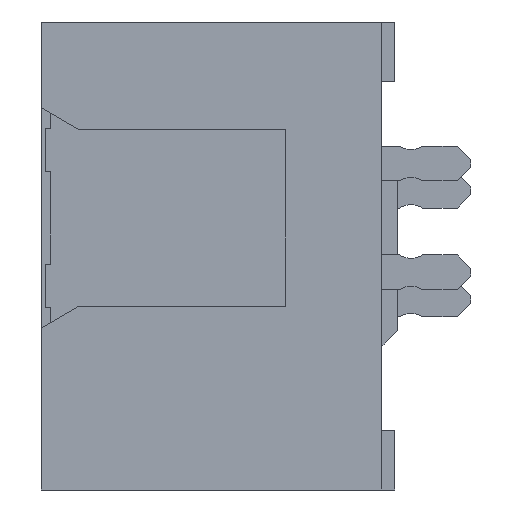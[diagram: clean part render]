
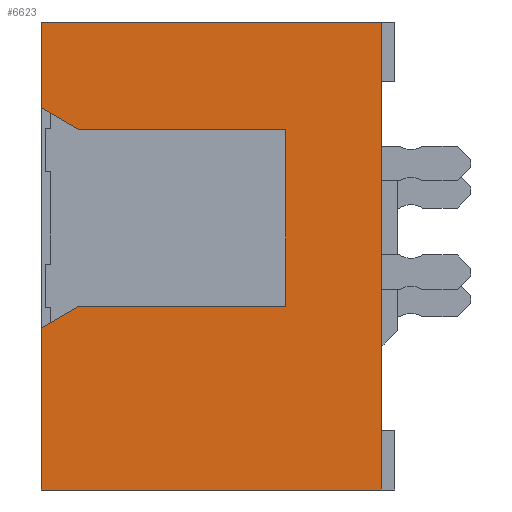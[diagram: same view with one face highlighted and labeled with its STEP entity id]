
A CAD part, left-side view. The second image highlights one B-rep face of the part: STEP entity #6623.
In plain terms, the highlighted planar face has unit normal (-1, 0, 0).
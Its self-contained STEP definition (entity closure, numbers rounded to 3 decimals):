
#251=ORIENTED_EDGE('',*,*,#2150,.T.);
#252=ORIENTED_EDGE('',*,*,#2153,.T.);
#253=ORIENTED_EDGE('',*,*,#2155,.T.);
#254=ORIENTED_EDGE('',*,*,#2146,.T.);
#255=ORIENTED_EDGE('',*,*,#2158,.T.);
#256=ORIENTED_EDGE('',*,*,#2159,.F.);
#257=ORIENTED_EDGE('',*,*,#2160,.T.);
#258=ORIENTED_EDGE('',*,*,#2017,.T.);
#259=ORIENTED_EDGE('',*,*,#2161,.F.);
#260=ORIENTED_EDGE('',*,*,#2162,.F.);
#2017=EDGE_CURVE('',#2984,#2983,#3627,.T.);
#2146=EDGE_CURVE('',#3098,#3100,#3756,.T.);
#2150=EDGE_CURVE('',#3102,#3104,#3760,.T.);
#2153=EDGE_CURVE('',#3104,#3106,#3763,.T.);
#2155=EDGE_CURVE('',#3106,#3098,#3765,.T.);
#2158=EDGE_CURVE('',#3100,#3108,#3768,.T.);
#2159=EDGE_CURVE('',#3109,#3108,#3769,.T.);
#2160=EDGE_CURVE('',#3109,#2984,#3770,.T.);
#2161=EDGE_CURVE('',#3110,#2983,#3771,.T.);
#2162=EDGE_CURVE('',#3102,#3110,#3772,.T.);
#2983=VERTEX_POINT('',#9066);
#2984=VERTEX_POINT('',#9068);
#3098=VERTEX_POINT('',#9321);
#3100=VERTEX_POINT('',#9325);
#3102=VERTEX_POINT('',#9330);
#3104=VERTEX_POINT('',#9334);
#3106=VERTEX_POINT('',#9340);
#3108=VERTEX_POINT('',#9349);
#3109=VERTEX_POINT('',#9353);
#3110=VERTEX_POINT('',#9356);
#3627=LINE('',#9067,#4577);
#3756=LINE('',#9326,#4706);
#3760=LINE('',#9335,#4710);
#3763=LINE('',#9341,#4713);
#3765=LINE('',#9344,#4715);
#3768=LINE('',#9350,#4718);
#3769=LINE('',#9352,#4719);
#3770=LINE('',#9354,#4720);
#3771=LINE('',#9355,#4721);
#3772=LINE('',#9357,#4722);
#4577=VECTOR('',#7359,1000.);
#4706=VECTOR('',#7514,1000.);
#4710=VECTOR('',#7520,1000.);
#4713=VECTOR('',#7525,1000.);
#4715=VECTOR('',#7529,1000.);
#4718=VECTOR('',#7534,1000.);
#4719=VECTOR('',#7537,1000.);
#4720=VECTOR('',#7538,1000.);
#4721=VECTOR('',#7539,1000.);
#4722=VECTOR('',#7540,1000.);
#5531=EDGE_LOOP('',(#251,#252,#253,#254,#255,#256,#257,#258,#259,#260));
#5917=FACE_BOUND('',#5531,.T.);
#6286=PLANE('',#6979);
#6623=ADVANCED_FACE('',(#5917),#6286,.F.);
#6979=AXIS2_PLACEMENT_3D('',#9351,#7535,#7536);
#7359=DIRECTION('',(0.,0.,1.));
#7514=DIRECTION('',(0.,1.,0.));
#7520=DIRECTION('',(0.,-0.865,-0.502));
#7525=DIRECTION('',(0.,-1.,0.));
#7529=DIRECTION('',(0.,0.,-1.));
#7534=DIRECTION('',(0.,0.865,-0.502));
#7535=DIRECTION('',(1.,0.,0.));
#7536=DIRECTION('',(0.,0.,-1.));
#7537=DIRECTION('',(0.,0.,1.));
#7538=DIRECTION('',(0.,-1.,0.));
#7539=DIRECTION('',(0.,-1.,0.));
#7540=DIRECTION('',(0.,0.,1.));
#9066=CARTESIAN_POINT('',(-11.65,0.25,4.3));
#9067=CARTESIAN_POINT('',(-11.65,0.25,-4.3));
#9068=CARTESIAN_POINT('',(-11.65,0.25,-4.3));
#9321=CARTESIAN_POINT('',(-11.65,2.,-0.925));
#9325=CARTESIAN_POINT('',(-11.65,5.81,-0.925));
#9326=CARTESIAN_POINT('',(-11.65,2.,-0.925));
#9330=CARTESIAN_POINT('',(-11.65,6.5,2.725));
#9334=CARTESIAN_POINT('',(-11.65,5.81,2.325));
#9335=CARTESIAN_POINT('',(-11.65,6.5,2.725));
#9340=CARTESIAN_POINT('',(-11.65,2.,2.325));
#9341=CARTESIAN_POINT('',(-11.65,5.81,2.325));
#9344=CARTESIAN_POINT('',(-11.65,2.,2.325));
#9349=CARTESIAN_POINT('',(-11.65,6.5,-1.325));
#9350=CARTESIAN_POINT('',(-11.65,5.81,-0.925));
#9351=CARTESIAN_POINT('',(-11.65,6.5,-4.3));
#9352=CARTESIAN_POINT('',(-11.65,6.5,-4.3));
#9353=CARTESIAN_POINT('',(-11.65,6.5,-4.3));
#9354=CARTESIAN_POINT('',(-11.65,6.5,-4.3));
#9355=CARTESIAN_POINT('',(-11.65,6.5,4.3));
#9356=CARTESIAN_POINT('',(-11.65,6.5,4.3));
#9357=CARTESIAN_POINT('',(-11.65,6.5,-4.3));
